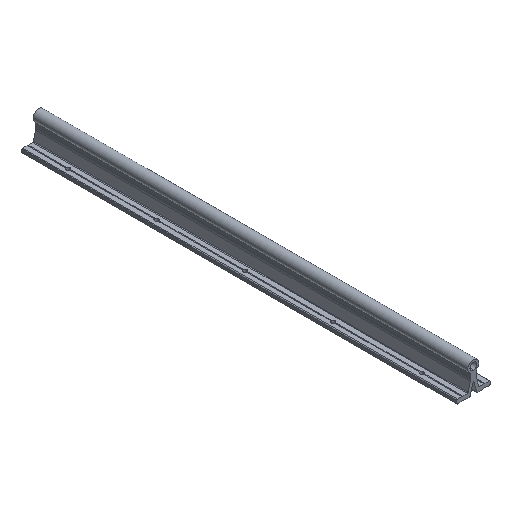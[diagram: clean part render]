
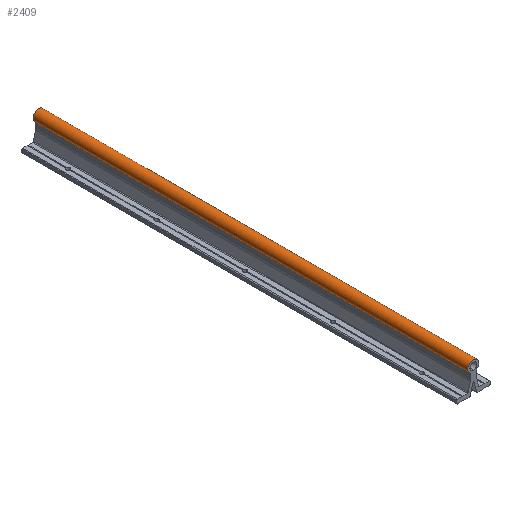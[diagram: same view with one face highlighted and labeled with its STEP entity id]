
A CAD part, isometric view. The second image highlights one B-rep face of the part: STEP entity #2409.
In plain terms, the highlighted cylindrical face has radius 6.35 mm (diameter 12.7 mm), a partial arc.
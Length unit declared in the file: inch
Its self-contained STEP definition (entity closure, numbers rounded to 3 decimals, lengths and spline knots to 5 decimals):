
#82 = AXIS2_PLACEMENT_3D ( 'NONE', #2584, #896, #3112 ) ;
#213 = EDGE_LOOP ( 'NONE', ( #1370, #1013, #390, #430 ) ) ;
#241 = DIRECTION ( 'NONE',  ( 0., 0., 1. ) ) ;
#390 = ORIENTED_EDGE ( 'NONE', *, *, #984, .T. ) ;
#430 = ORIENTED_EDGE ( 'NONE', *, *, #1653, .F. ) ;
#668 = DIRECTION ( 'NONE',  ( 0., 0., -1. ) ) ;
#723 = CYLINDRICAL_SURFACE ( 'NONE', #2616, 0.25 ) ;
#896 = DIRECTION ( 'NONE',  ( 0., 1., 0. ) ) ;
#903 = DIRECTION ( 'NONE',  ( 0., -1., 0. ) ) ;
#945 = CARTESIAN_POINT ( 'NONE',  ( -0.126, -0.00748, 0.90907 ) ) ;
#966 = DIRECTION ( 'NONE',  ( 0., -1., 0. ) ) ;
#984 = EDGE_CURVE ( 'NONE', #1399, #2869, #1552, .T. ) ;
#1013 = ORIENTED_EDGE ( 'NONE', *, *, #2210, .F. ) ;
#1086 = CARTESIAN_POINT ( 'NONE',  ( 0.126, -0.00748, 0.90907 ) ) ;
#1370 = ORIENTED_EDGE ( 'NONE', *, *, #2060, .T. ) ;
#1399 = VERTEX_POINT ( 'NONE', #945 ) ;
#1406 = CARTESIAN_POINT ( 'NONE',  ( 0., -19.69252, 1.125 ) ) ;
#1408 = AXIS2_PLACEMENT_3D ( 'NONE', #1406, #966, #241 ) ;
#1531 = FACE_OUTER_BOUND ( 'NONE', #213, .T. ) ;
#1552 = LINE ( 'NONE', #2347, #2985 ) ;
#1559 = CARTESIAN_POINT ( 'NONE',  ( -0.126, -19.69252, 0.90907 ) ) ;
#1587 = CARTESIAN_POINT ( 'NONE',  ( 0.126, 0., 0.90907 ) ) ;
#1653 = EDGE_CURVE ( 'NONE', #2788, #2869, #2149, .T. ) ;
#1712 = VECTOR ( 'NONE', #1818, 39.37008 ) ;
#1818 = DIRECTION ( 'NONE',  ( 0., 1., 0. ) ) ;
#2047 = LINE ( 'NONE', #1587, #1712 ) ;
#2060 = EDGE_CURVE ( 'NONE', #2788, #2873, #2047, .T. ) ;
#2149 = CIRCLE ( 'NONE', #1408, 0.25 ) ;
#2210 = EDGE_CURVE ( 'NONE', #1399, #2873, #2852, .T. ) ;
#2347 = CARTESIAN_POINT ( 'NONE',  ( -0.126, 0., 0.90907 ) ) ;
#2409 = ADVANCED_FACE ( 'NONE', ( #1531 ), #723, .T. ) ;
#2496 = CARTESIAN_POINT ( 'NONE',  ( 0.126, -19.69252, 0.90907 ) ) ;
#2584 = CARTESIAN_POINT ( 'NONE',  ( 0., -0.00748, 1.125 ) ) ;
#2598 = DIRECTION ( 'NONE',  ( 0., -1., 0. ) ) ;
#2616 = AXIS2_PLACEMENT_3D ( 'NONE', #3084, #2598, #668 ) ;
#2788 = VERTEX_POINT ( 'NONE', #2496 ) ;
#2852 = CIRCLE ( 'NONE', #82, 0.25 ) ;
#2869 = VERTEX_POINT ( 'NONE', #1559 ) ;
#2873 = VERTEX_POINT ( 'NONE', #1086 ) ;
#2985 = VECTOR ( 'NONE', #903, 39.37008 ) ;
#3084 = CARTESIAN_POINT ( 'NONE',  ( 0., 0., 1.125 ) ) ;
#3112 = DIRECTION ( 'NONE',  ( 0., 0., -1. ) ) ;
